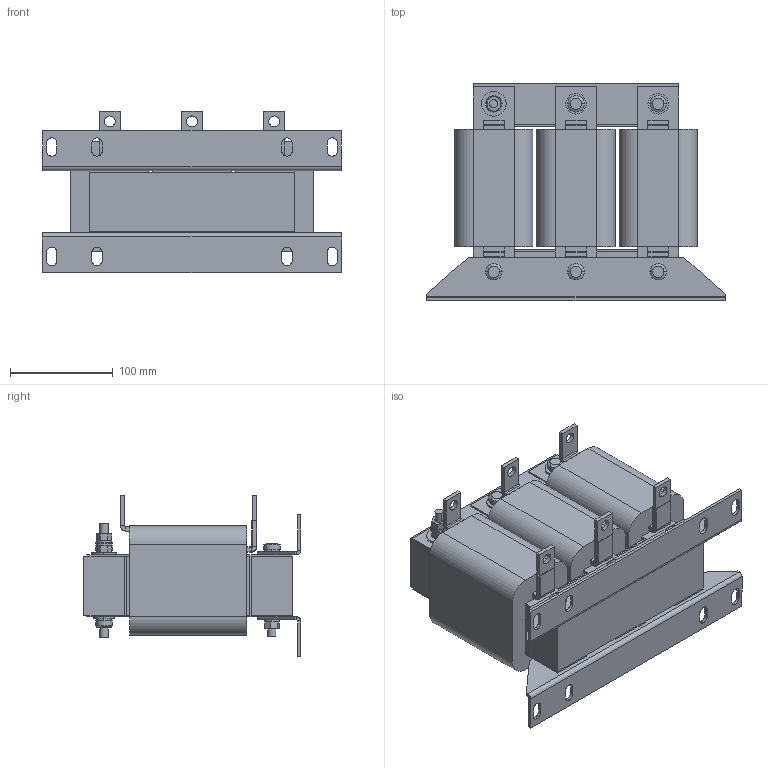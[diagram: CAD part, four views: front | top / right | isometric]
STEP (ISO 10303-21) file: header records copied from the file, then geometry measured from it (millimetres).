
FILE_DESCRIPTION (( 'STEP AP214' ), '1' );
FILE_NAME ('222481.STEP', '2020-06-19T08:04:14', ( '' ), ( '' ), 'SwSTEP 2.0', 'SolidWorks 2018', '' );
FILE_SCHEMA (( 'AUTOMOTIVE_DESIGN' ));
Length unit declared in the file: millimetre
Products named in the file (1): 222481
Bounding box: 291 x 211.5 x 157.5 mm (x, y, z)
Volume: 3876113.6 mm3; surface area: 319555 mm2
Topology: 1 solids, 1 shells, 553 faces, 1342 edges, 826 vertices
Faces by surface type: plane 377, cylinder 152, sphere 12, torus 12
Entity records: 16084 total; most frequent: DIRECTION 2872, CARTESIAN_POINT 2722, ORIENTED_EDGE 2684, EDGE_CURVE 1342, AXIS2_PLACEMENT_3D 976, VECTOR 920, LINE 920, VERTEX_POINT 826
